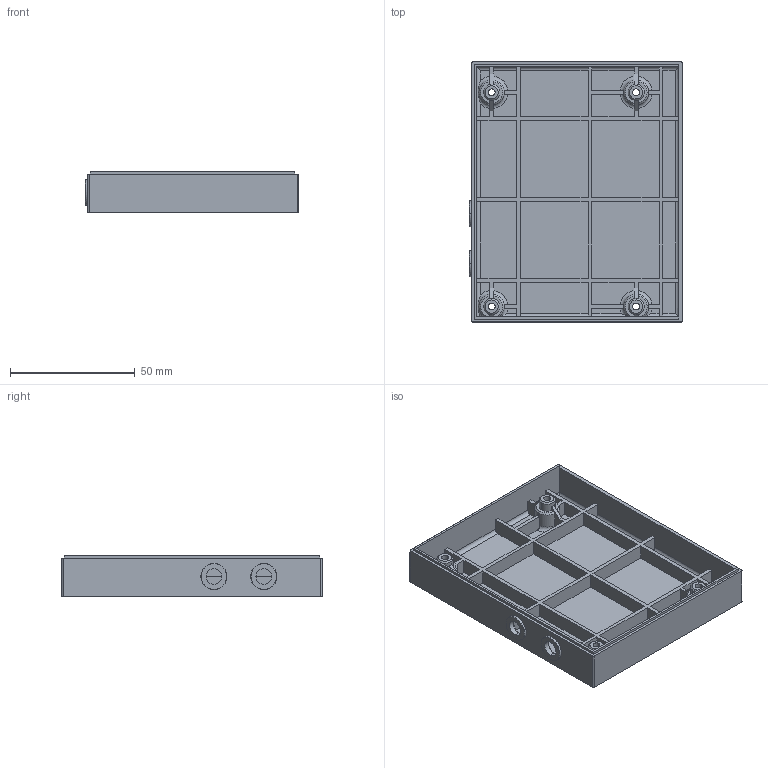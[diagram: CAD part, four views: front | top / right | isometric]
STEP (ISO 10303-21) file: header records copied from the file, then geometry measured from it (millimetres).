
FILE_DESCRIPTION (( 'STEP AP214' ), '1' );
FILE_NAME ('Case Bottom.STEP', '2019-06-14T13:13:24', ( '' ), ( '' ), 'SwSTEP 2.0', 'SolidWorks 2019', '' );
FILE_SCHEMA (( 'AUTOMOTIVE_DESIGN' ));
Length unit declared in the file: millimetre
Products named in the file (1): Case Bottom
Bounding box: 85.7 x 104.4 x 16.4 mm (x, y, z)
Volume: 34852 mm3; surface area: 37295.6 mm2
Topology: 1 solids, 1 shells, 359 faces, 958 edges, 614 vertices
Faces by surface type: plane 260, cylinder 59, cone 24, torus 16
Entity records: 11844 total; most frequent: CARTESIAN_POINT 2825, ORIENTED_EDGE 1916, DIRECTION 1801, EDGE_CURVE 958, LINE 717, VECTOR 717, VERTEX_POINT 614, AXIS2_PLACEMENT_3D 542
